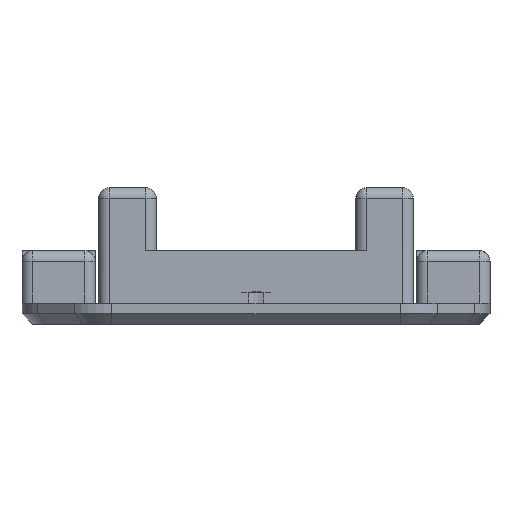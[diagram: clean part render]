
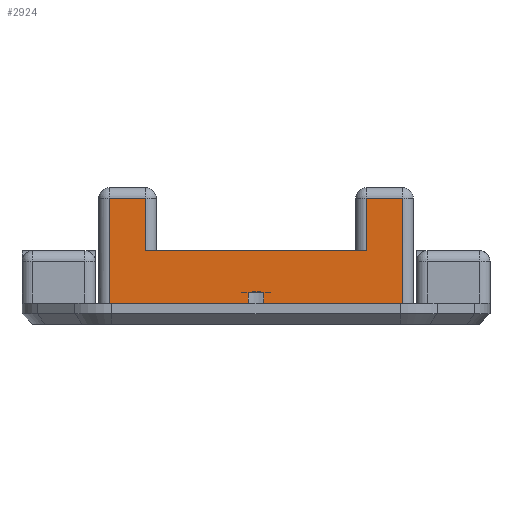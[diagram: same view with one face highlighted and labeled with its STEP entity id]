
A CAD part, left-side view. The second image highlights one B-rep face of the part: STEP entity #2924.
In plain terms, the highlighted planar face has unit normal (-1, 0, 0).
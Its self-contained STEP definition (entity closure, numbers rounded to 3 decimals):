
#181=PLANE('',#3164);
#256=FACE_OUTER_BOUND('',#442,.T.);
#442=EDGE_LOOP('',(#2039,#2040,#2041,#2042,#2043,#2044,#2045,#2046,#2047,
#2048,#2049,#2050,#2051));
#639=(
BOUNDED_CURVE()
B_SPLINE_CURVE(2,(#4512,#4513,#4514),.UNSPECIFIED.,.F.,.F.)
B_SPLINE_CURVE_WITH_KNOTS((3,3),(0.451,0.566),
 .UNSPECIFIED.)
CURVE()
GEOMETRIC_REPRESENTATION_ITEM()
RATIONAL_B_SPLINE_CURVE((1.382,1.382,1.357))
REPRESENTATION_ITEM('')
);
#640=(
BOUNDED_CURVE()
B_SPLINE_CURVE(2,(#4517,#4518,#4519),.UNSPECIFIED.,.F.,.F.)
B_SPLINE_CURVE_WITH_KNOTS((3,3),(0.337,0.451),
 .UNSPECIFIED.)
CURVE()
GEOMETRIC_REPRESENTATION_ITEM()
RATIONAL_B_SPLINE_CURVE((1.357,1.382,1.382))
REPRESENTATION_ITEM('')
);
#644=LINE('',#4522,#912);
#645=LINE('',#4524,#913);
#646=LINE('',#4526,#914);
#647=LINE('',#4528,#915);
#648=LINE('',#4530,#916);
#649=LINE('',#4532,#917);
#650=LINE('',#4534,#918);
#651=LINE('',#4536,#919);
#652=LINE('',#4538,#920);
#653=LINE('',#4540,#921);
#654=LINE('',#4541,#922);
#912=VECTOR('',#3532,10.);
#913=VECTOR('',#3533,10.);
#914=VECTOR('',#3534,10.);
#915=VECTOR('',#3535,10.);
#916=VECTOR('',#3536,10.);
#917=VECTOR('',#3537,10.);
#918=VECTOR('',#3538,10.);
#919=VECTOR('',#3539,10.);
#920=VECTOR('',#3540,10.);
#921=VECTOR('',#3541,10.);
#922=VECTOR('',#3542,10.);
#1332=VERTEX_POINT('',#4509);
#1333=VERTEX_POINT('',#4511);
#1334=VERTEX_POINT('',#4515);
#1335=VERTEX_POINT('',#4521);
#1336=VERTEX_POINT('',#4523);
#1337=VERTEX_POINT('',#4525);
#1338=VERTEX_POINT('',#4527);
#1339=VERTEX_POINT('',#4529);
#1340=VERTEX_POINT('',#4531);
#1341=VERTEX_POINT('',#4533);
#1342=VERTEX_POINT('',#4535);
#1343=VERTEX_POINT('',#4537);
#1344=VERTEX_POINT('',#4539);
#1595=EDGE_CURVE('',#1332,#1333,#639,.T.);
#1597=EDGE_CURVE('',#1334,#1332,#640,.T.);
#1598=EDGE_CURVE('',#1334,#1335,#644,.T.);
#1599=EDGE_CURVE('',#1336,#1335,#645,.T.);
#1600=EDGE_CURVE('',#1337,#1336,#646,.T.);
#1601=EDGE_CURVE('',#1338,#1337,#647,.T.);
#1602=EDGE_CURVE('',#1339,#1338,#648,.T.);
#1603=EDGE_CURVE('',#1339,#1340,#649,.T.);
#1604=EDGE_CURVE('',#1341,#1340,#650,.T.);
#1605=EDGE_CURVE('',#1342,#1341,#651,.T.);
#1606=EDGE_CURVE('',#1343,#1342,#652,.T.);
#1607=EDGE_CURVE('',#1344,#1343,#653,.T.);
#1608=EDGE_CURVE('',#1344,#1333,#654,.T.);
#2039=ORIENTED_EDGE('',*,*,#1597,.F.);
#2040=ORIENTED_EDGE('',*,*,#1598,.T.);
#2041=ORIENTED_EDGE('',*,*,#1599,.F.);
#2042=ORIENTED_EDGE('',*,*,#1600,.F.);
#2043=ORIENTED_EDGE('',*,*,#1601,.F.);
#2044=ORIENTED_EDGE('',*,*,#1602,.F.);
#2045=ORIENTED_EDGE('',*,*,#1603,.T.);
#2046=ORIENTED_EDGE('',*,*,#1604,.F.);
#2047=ORIENTED_EDGE('',*,*,#1605,.F.);
#2048=ORIENTED_EDGE('',*,*,#1606,.F.);
#2049=ORIENTED_EDGE('',*,*,#1607,.F.);
#2050=ORIENTED_EDGE('',*,*,#1608,.T.);
#2051=ORIENTED_EDGE('',*,*,#1595,.F.);
#2924=ADVANCED_FACE('',(#256),#181,.T.);
#3164=AXIS2_PLACEMENT_3D('',#4520,#3530,#3531);
#3530=DIRECTION('center_axis',(-1.,0.,0.));
#3531=DIRECTION('ref_axis',(0.,0.,1.));
#3532=DIRECTION('',(0.,0.,-1.));
#3533=DIRECTION('',(0.,1.,0.));
#3534=DIRECTION('',(0.,0.,-1.));
#3535=DIRECTION('',(0.,-1.,0.));
#3536=DIRECTION('',(0.,0.,1.));
#3537=DIRECTION('',(0.,1.,0.));
#3538=DIRECTION('',(0.,0.,-1.));
#3539=DIRECTION('',(0.,-1.,0.));
#3540=DIRECTION('',(0.,0.,1.));
#3541=DIRECTION('',(0.,1.,0.));
#3542=DIRECTION('',(0.,0.,1.));
#4509=CARTESIAN_POINT('',(-16.5,-18.5,26.1));
#4511=CARTESIAN_POINT('',(-16.5,-17.752,26.));
#4512=CARTESIAN_POINT('Ctrl Pts',(-16.5,-18.5,26.1));
#4513=CARTESIAN_POINT('Ctrl Pts',(-16.5,-18.133,26.1));
#4514=CARTESIAN_POINT('Ctrl Pts',(-16.5,-17.752,26.));
#4515=CARTESIAN_POINT('',(-16.5,-19.248,26.));
#4517=CARTESIAN_POINT('Ctrl Pts',(-16.5,-19.248,26.));
#4518=CARTESIAN_POINT('Ctrl Pts',(-16.5,-18.867,26.1));
#4519=CARTESIAN_POINT('Ctrl Pts',(-16.5,-18.5,26.1));
#4520=CARTESIAN_POINT('Origin',(-16.5,-33.5,24.));
#4521=CARTESIAN_POINT('',(-16.5,-19.248,24.));
#4522=CARTESIAN_POINT('',(-16.5,-19.248,26.));
#4523=CARTESIAN_POINT('',(-16.5,-32.5,24.));
#4524=CARTESIAN_POINT('',(-16.5,-33.5,24.));
#4525=CARTESIAN_POINT('',(-16.5,-32.5,35.));
#4526=CARTESIAN_POINT('',(-16.5,-32.5,26.75));
#4527=CARTESIAN_POINT('',(-16.5,-29.,35.));
#4528=CARTESIAN_POINT('',(-16.5,-33.5,35.));
#4529=CARTESIAN_POINT('',(-16.5,-29.,30.));
#4530=CARTESIAN_POINT('',(-16.5,-29.,26.75));
#4531=CARTESIAN_POINT('',(-16.5,-8.,30.));
#4532=CARTESIAN_POINT('',(-16.5,-28.,30.));
#4533=CARTESIAN_POINT('',(-16.5,-8.,35.));
#4534=CARTESIAN_POINT('',(-16.5,-8.,26.75));
#4535=CARTESIAN_POINT('',(-16.5,-4.5,35.));
#4536=CARTESIAN_POINT('',(-16.5,-21.25,35.));
#4537=CARTESIAN_POINT('',(-16.5,-4.5,24.));
#4538=CARTESIAN_POINT('',(-16.5,-4.5,26.75));
#4539=CARTESIAN_POINT('',(-16.5,-17.752,24.));
#4540=CARTESIAN_POINT('',(-16.5,-33.5,24.));
#4541=CARTESIAN_POINT('',(-16.5,-17.752,26.));
